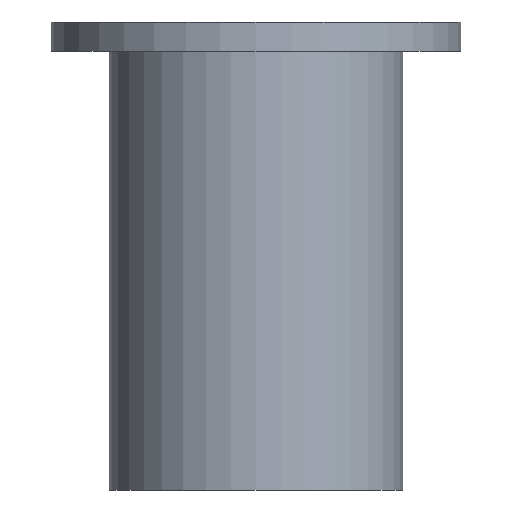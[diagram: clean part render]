
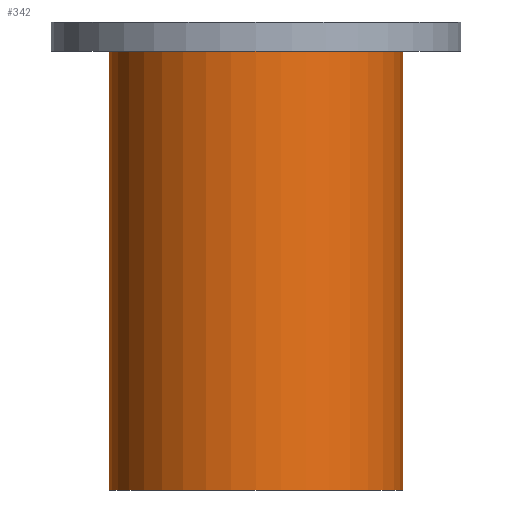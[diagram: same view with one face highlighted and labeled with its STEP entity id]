
A CAD part, front view. The second image highlights one B-rep face of the part: STEP entity #342.
In plain terms, the highlighted cylindrical face has radius 7.963 mm (diameter 15.926 mm), a partial arc.
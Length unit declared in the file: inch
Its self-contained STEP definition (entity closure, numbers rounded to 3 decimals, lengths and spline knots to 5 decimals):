
#136=CARTESIAN_POINT('',(-0.3135,0.,-0.0625));
#137=VERTEX_POINT('',#136);
#138=CARTESIAN_POINT('',(-0.3135,0.,-1.0));
#139=VERTEX_POINT('',#138);
#140=CARTESIAN_POINT('',(-0.3135,0.,-0.0625));
#141=DIRECTION('',(0.0,0.0,-1.0));
#142=VECTOR('',#141,0.9375);
#143=LINE('',#140,#142);
#144=EDGE_CURVE('',#137,#139,#143,.T.);
#146=CARTESIAN_POINT('',(0.3135,0.,-0.0625));
#147=VERTEX_POINT('',#146);
#155=CARTESIAN_POINT('',(0.3135,0.,-1.0));
#156=VERTEX_POINT('',#155);
#157=CARTESIAN_POINT('',(0.3135,0.,-1.0));
#158=DIRECTION('',(0.0,0.0,1.0));
#159=VECTOR('',#158,0.9375);
#160=LINE('',#157,#159);
#161=EDGE_CURVE('',#156,#147,#160,.T.);
#290=CARTESIAN_POINT('',(0.0,0.0,-0.0625));
#291=DIRECTION('',(0.0,0.0,-1.0));
#292=DIRECTION('',(-1.0,0.0,0.0));
#293=AXIS2_PLACEMENT_3D('',#290,#291,#292);
#294=CIRCLE('',#293,0.3135);
#295=EDGE_CURVE('',#147,#137,#294,.T.);
#325=CARTESIAN_POINT('',(0.0,0.0,0.0));
#326=DIRECTION('',(0.0,0.0,-1.0));
#327=DIRECTION('',(-1.0,0.0,0.0));
#328=AXIS2_PLACEMENT_3D('',#325,#326,#327);
#329=CYLINDRICAL_SURFACE('',#328,0.3135);
#330=ORIENTED_EDGE('',*,*,#144,.T.);
#331=CARTESIAN_POINT('',(0.0,0.0,-1.0));
#332=DIRECTION('',(0.0,0.0,1.0));
#333=DIRECTION('',(-1.0,0.0,0.0));
#334=AXIS2_PLACEMENT_3D('',#331,#332,#333);
#335=CIRCLE('',#334,0.3135);
#336=EDGE_CURVE('',#139,#156,#335,.T.);
#337=ORIENTED_EDGE('',*,*,#336,.T.);
#338=ORIENTED_EDGE('',*,*,#161,.T.);
#339=ORIENTED_EDGE('',*,*,#295,.T.);
#340=EDGE_LOOP('',(#330,#337,#338,#339));
#341=FACE_OUTER_BOUND('',#340,.T.);
#342=ADVANCED_FACE('',(#341),#329,.T.);
